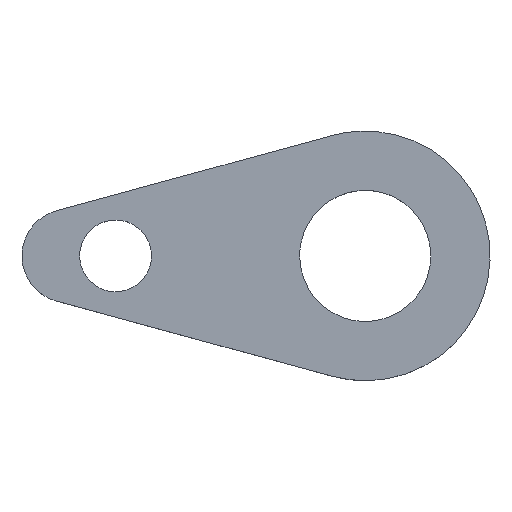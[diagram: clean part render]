
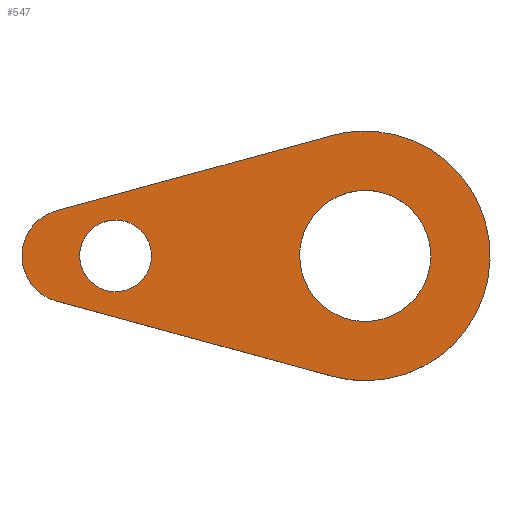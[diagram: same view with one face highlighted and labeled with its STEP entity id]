
A CAD part, top view. The second image highlights one B-rep face of the part: STEP entity #547.
In plain terms, the highlighted free-form (B-spline) face has degree [1, 1] with [2, 2] control points.
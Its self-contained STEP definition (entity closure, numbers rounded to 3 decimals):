
#96=CARTESIAN_POINT('',(8.165,2.094,1.2));
#97=VERTEX_POINT('',#96);
#103=CARTESIAN_POINT('',(5.9,0.0,1.2));
#104=VERTEX_POINT('',#103);
#105=CARTESIAN_POINT('',(8.165,2.094,1.2));
#106=CARTESIAN_POINT('',(8.083,2.1,1.2));
#107=CARTESIAN_POINT('',(8.0,2.1,1.2));
#108=CARTESIAN_POINT('',(5.9,2.1,1.2));
#109=CARTESIAN_POINT('',(5.9,0.0,1.2));
#117=(BOUNDED_CURVE()B_SPLINE_CURVE(2,(#105,#106,#107,#108,#109),.UNSPECIFIED.,.F.,.U.)B_SPLINE_CURVE_WITH_KNOTS((3,2,3),(0.736,0.75,1.0),.UNSPECIFIED.)CURVE()GEOMETRIC_REPRESENTATION_ITEM()RATIONAL_B_SPLINE_CURVE((0.97,0.984,1.0,0.707,1.0))REPRESENTATION_ITEM(''));
#118=EDGE_CURVE('',#97,#104,#117,.T.);
#120=CARTESIAN_POINT('',(7.835,-2.094,1.2));
#121=VERTEX_POINT('',#120);
#122=CARTESIAN_POINT('',(5.9,0.0,1.2));
#123=CARTESIAN_POINT('',(5.9,-1.941,1.2));
#124=CARTESIAN_POINT('',(7.835,-2.094,1.2));
#132=(BOUNDED_CURVE()B_SPLINE_CURVE(2,(#122,#123,#124),.UNSPECIFIED.,.F.,.U.)B_SPLINE_CURVE_WITH_KNOTS((3,3),(0.0,0.236),.UNSPECIFIED.)CURVE()GEOMETRIC_REPRESENTATION_ITEM()RATIONAL_B_SPLINE_CURVE((1.0,0.723,0.97))REPRESENTATION_ITEM(''));
#133=EDGE_CURVE('',#104,#121,#132,.T.);
#179=CARTESIAN_POINT('',(10.1,0.0,1.2));
#180=VERTEX_POINT('',#179);
#181=CARTESIAN_POINT('',(7.835,-2.094,1.2));
#182=CARTESIAN_POINT('',(7.917,-2.1,1.2));
#183=CARTESIAN_POINT('',(8.0,-2.1,1.2));
#184=CARTESIAN_POINT('',(10.1,-2.1,1.2));
#185=CARTESIAN_POINT('',(10.1,0.0,1.2));
#193=(BOUNDED_CURVE()B_SPLINE_CURVE(2,(#181,#182,#183,#184,#185),.UNSPECIFIED.,.F.,.U.)B_SPLINE_CURVE_WITH_KNOTS((3,2,3),(0.236,0.25,0.5),.UNSPECIFIED.)CURVE()GEOMETRIC_REPRESENTATION_ITEM()RATIONAL_B_SPLINE_CURVE((0.97,0.984,1.0,0.707,1.0))REPRESENTATION_ITEM(''));
#194=EDGE_CURVE('',#121,#180,#193,.T.);
#196=CARTESIAN_POINT('',(10.1,0.0,1.2));
#197=CARTESIAN_POINT('',(10.1,1.941,1.2));
#198=CARTESIAN_POINT('',(8.165,2.094,1.2));
#206=(BOUNDED_CURVE()B_SPLINE_CURVE(2,(#196,#197,#198),.UNSPECIFIED.,.F.,.U.)B_SPLINE_CURVE_WITH_KNOTS((3,3),(0.5,0.736),.UNSPECIFIED.)CURVE()GEOMETRIC_REPRESENTATION_ITEM()RATIONAL_B_SPLINE_CURVE((1.0,0.723,0.97))REPRESENTATION_ITEM(''));
#207=EDGE_CURVE('',#180,#97,#206,.T.);
#278=CARTESIAN_POINT('',(0.09,1.146,1.2));
#279=VERTEX_POINT('',#278);
#285=CARTESIAN_POINT('',(-1.15,0.0,1.2));
#286=VERTEX_POINT('',#285);
#287=CARTESIAN_POINT('',(0.09,1.146,1.2));
#288=CARTESIAN_POINT('',(0.045,1.15,1.2));
#289=CARTESIAN_POINT('',(0.0,1.15,1.2));
#290=CARTESIAN_POINT('',(-1.15,1.15,1.2));
#291=CARTESIAN_POINT('',(-1.15,0.0,1.2));
#299=(BOUNDED_CURVE()B_SPLINE_CURVE(2,(#287,#288,#289,#290,#291),.UNSPECIFIED.,.F.,.U.)B_SPLINE_CURVE_WITH_KNOTS((3,2,3),(0.736,0.75,1.0),.UNSPECIFIED.)CURVE()GEOMETRIC_REPRESENTATION_ITEM()RATIONAL_B_SPLINE_CURVE((0.97,0.984,1.0,0.707,1.0))REPRESENTATION_ITEM(''));
#300=EDGE_CURVE('',#279,#286,#299,.T.);
#302=CARTESIAN_POINT('',(-0.09,-1.146,1.2));
#303=VERTEX_POINT('',#302);
#304=CARTESIAN_POINT('',(-1.15,0.0,1.2));
#305=CARTESIAN_POINT('',(-1.15,-1.063,1.2));
#306=CARTESIAN_POINT('',(-0.09,-1.146,1.2));
#314=(BOUNDED_CURVE()B_SPLINE_CURVE(2,(#304,#305,#306),.UNSPECIFIED.,.F.,.U.)B_SPLINE_CURVE_WITH_KNOTS((3,3),(0.0,0.236),.UNSPECIFIED.)CURVE()GEOMETRIC_REPRESENTATION_ITEM()RATIONAL_B_SPLINE_CURVE((1.0,0.723,0.97))REPRESENTATION_ITEM(''));
#315=EDGE_CURVE('',#286,#303,#314,.T.);
#361=CARTESIAN_POINT('',(1.15,0.0,1.2));
#362=VERTEX_POINT('',#361);
#363=CARTESIAN_POINT('',(-0.09,-1.146,1.2));
#364=CARTESIAN_POINT('',(-0.045,-1.15,1.2));
#365=CARTESIAN_POINT('',(0.0,-1.15,1.2));
#366=CARTESIAN_POINT('',(1.15,-1.15,1.2));
#367=CARTESIAN_POINT('',(1.15,0.0,1.2));
#375=(BOUNDED_CURVE()B_SPLINE_CURVE(2,(#363,#364,#365,#366,#367),.UNSPECIFIED.,.F.,.U.)B_SPLINE_CURVE_WITH_KNOTS((3,2,3),(0.236,0.25,0.5),.UNSPECIFIED.)CURVE()GEOMETRIC_REPRESENTATION_ITEM()RATIONAL_B_SPLINE_CURVE((0.97,0.984,1.0,0.707,1.0))REPRESENTATION_ITEM(''));
#376=EDGE_CURVE('',#303,#362,#375,.T.);
#378=CARTESIAN_POINT('',(1.15,0.0,1.2));
#379=CARTESIAN_POINT('',(1.15,1.063,1.2));
#380=CARTESIAN_POINT('',(0.09,1.146,1.2));
#388=(BOUNDED_CURVE()B_SPLINE_CURVE(2,(#378,#379,#380),.UNSPECIFIED.,.F.,.U.)B_SPLINE_CURVE_WITH_KNOTS((3,3),(0.5,0.736),.UNSPECIFIED.)CURVE()GEOMETRIC_REPRESENTATION_ITEM()RATIONAL_B_SPLINE_CURVE((1.0,0.723,0.97))REPRESENTATION_ITEM(''));
#389=EDGE_CURVE('',#362,#279,#388,.T.);
#478=CARTESIAN_POINT('',(-3.749,4.399,1.2));
#479=CARTESIAN_POINT('',(12.749,4.399,1.2));
#480=CARTESIAN_POINT('',(-3.749,-4.399,1.2));
#481=CARTESIAN_POINT('',(12.749,-4.399,1.2));
#482=B_SPLINE_SURFACE_WITH_KNOTS('',1,1,((#478,#480),(#479,#481)),.UNSPECIFIED.,.F.,.F.,.U.,(2,2),(2,2),(0.0,16.499),(0.0,8.797),.UNSPECIFIED.);
#483=CARTESIAN_POINT('',(-1.895,1.447,1.2));
#484=VERTEX_POINT('',#483);
#485=CARTESIAN_POINT('',(6.947,3.859,1.2));
#486=VERTEX_POINT('',#485);
#487=CARTESIAN_POINT('',(-1.895,1.447,1.2));
#488=CARTESIAN_POINT('',(6.947,3.859,1.2));
#489=QUASI_UNIFORM_CURVE('',1,(#487,#488),.UNSPECIFIED.,.F.,.U.);
#490=EDGE_CURVE('',#484,#486,#489,.T.);
#491=ORIENTED_EDGE('',*,*,#490,.F.);
#492=CARTESIAN_POINT('',(-1.895,-1.447,1.2));
#493=VERTEX_POINT('',#492);
#494=CARTESIAN_POINT('',(-1.895,1.447,1.2));
#495=CARTESIAN_POINT('',(-3.,1.146,1.2));
#496=CARTESIAN_POINT('',(-3.,0.,1.2));
#497=CARTESIAN_POINT('',(-3.,-1.146,1.2));
#498=CARTESIAN_POINT('',(-1.895,-1.447,1.2));
#506=(BOUNDED_CURVE()B_SPLINE_CURVE(2,(#494,#495,#496,#497,#498),.UNSPECIFIED.,.F.,.U.)B_SPLINE_CURVE_WITH_KNOTS((3,2,3),(0.0,0.5,1.0),.UNSPECIFIED.)CURVE()GEOMETRIC_REPRESENTATION_ITEM()RATIONAL_B_SPLINE_CURVE((1.0,0.795,1.0,0.795,1.0))REPRESENTATION_ITEM(''));
#507=EDGE_CURVE('',#484,#493,#506,.T.);
#508=ORIENTED_EDGE('',*,*,#507,.T.);
#509=CARTESIAN_POINT('',(6.947,-3.859,1.2));
#510=VERTEX_POINT('',#509);
#511=CARTESIAN_POINT('',(6.947,-3.859,1.2));
#512=CARTESIAN_POINT('',(-1.895,-1.447,1.2));
#513=QUASI_UNIFORM_CURVE('',1,(#511,#512),.UNSPECIFIED.,.F.,.U.);
#514=EDGE_CURVE('',#510,#493,#513,.T.);
#515=ORIENTED_EDGE('',*,*,#514,.F.);
#516=CARTESIAN_POINT('',(6.947,-3.859,1.2));
#517=CARTESIAN_POINT('',(9.658,-4.598,1.2));
#518=CARTESIAN_POINT('',(11.273,-2.299,1.2));
#519=CARTESIAN_POINT('',(12.888,0.,1.2));
#520=CARTESIAN_POINT('',(11.273,2.299,1.2));
#521=CARTESIAN_POINT('',(9.658,4.598,1.2));
#522=CARTESIAN_POINT('',(6.947,3.859,1.2));
#530=(BOUNDED_CURVE()B_SPLINE_CURVE(2,(#516,#517,#518,#519,#520,#521,#522),.UNSPECIFIED.,.F.,.U.)B_SPLINE_CURVE_WITH_KNOTS((3,2,2,3),(0.0,0.333,0.667,1.0),.UNSPECIFIED.)CURVE()GEOMETRIC_REPRESENTATION_ITEM()RATIONAL_B_SPLINE_CURVE((1.0,0.818,1.0,0.818,1.0,0.818,1.0))REPRESENTATION_ITEM(''));
#531=EDGE_CURVE('',#510,#486,#530,.T.);
#532=ORIENTED_EDGE('',*,*,#531,.T.);
#533=EDGE_LOOP('',(#491,#508,#515,#532));
#534=FACE_OUTER_BOUND('',#533,.T.);
#535=ORIENTED_EDGE('',*,*,#389,.F.);
#536=ORIENTED_EDGE('',*,*,#376,.F.);
#537=ORIENTED_EDGE('',*,*,#315,.F.);
#538=ORIENTED_EDGE('',*,*,#300,.F.);
#539=EDGE_LOOP('',(#535,#536,#537,#538));
#540=FACE_BOUND('',#539,.T.);
#541=ORIENTED_EDGE('',*,*,#207,.F.);
#542=ORIENTED_EDGE('',*,*,#194,.F.);
#543=ORIENTED_EDGE('',*,*,#133,.F.);
#544=ORIENTED_EDGE('',*,*,#118,.F.);
#545=EDGE_LOOP('',(#541,#542,#543,#544));
#546=FACE_BOUND('',#545,.T.);
#547=ADVANCED_FACE('',(#534,#540,#546),#482,.F.);
